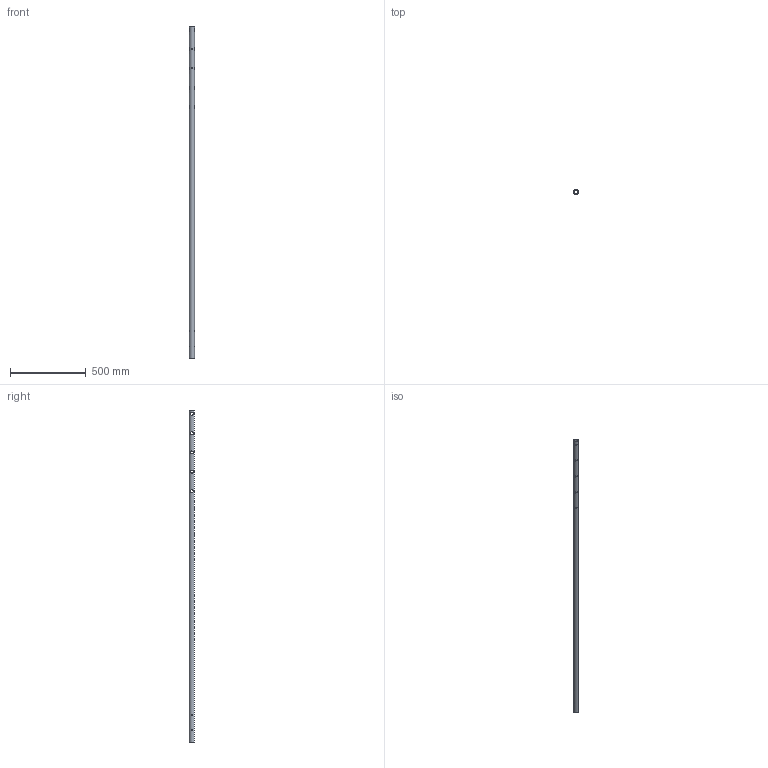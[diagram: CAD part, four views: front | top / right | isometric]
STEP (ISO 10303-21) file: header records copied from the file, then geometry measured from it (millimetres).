
FILE_DESCRIPTION(/* description */ (''),/* implementation_level */ '2;1');
FILE_NAME(/* name */ 'PART_1_1.stp',/* time_stamp */ '2017-01-08T14:37:27-05:00',/* author */ ('jeff1'),/* organization */ (''),/* preprocessor_version */ 'ST-DEVELOPER v16.5',/* originating_system */ 'Autodesk Inventor 2017',/* authorisation */ '');
FILE_SCHEMA (('AUTOMOTIVE_DESIGN { 1 0 10303 214 3 1 1 }'));
Length unit declared in the file: inch
Products named in the file (1): PART_1_1
Bounding box: 33.4 x 34.06 x 2184.4 mm (x, y, z)
Surface area: 408566.2 mm2 (no closed solid volume)
Topology: 0 solids, 1 shells, 24 faces, 107 edges, 71 vertices
Faces by surface type: cylinder 22, plane 2
Full cylindrical faces by diameter (mm): 6.756 x10, 19.446 x10, 26.67 x1, 33.401 x1
Entity records: 2237 total; most frequent: CARTESIAN_POINT 1583, ORIENTED_EDGE 94, EDGE_LOOP 86, DIRECTION 78, FACE_BOUND 62, VERTEX_POINT 60, EDGE_CURVE 60, B_SPLINE_CURVE_WITH_KNOTS 46
